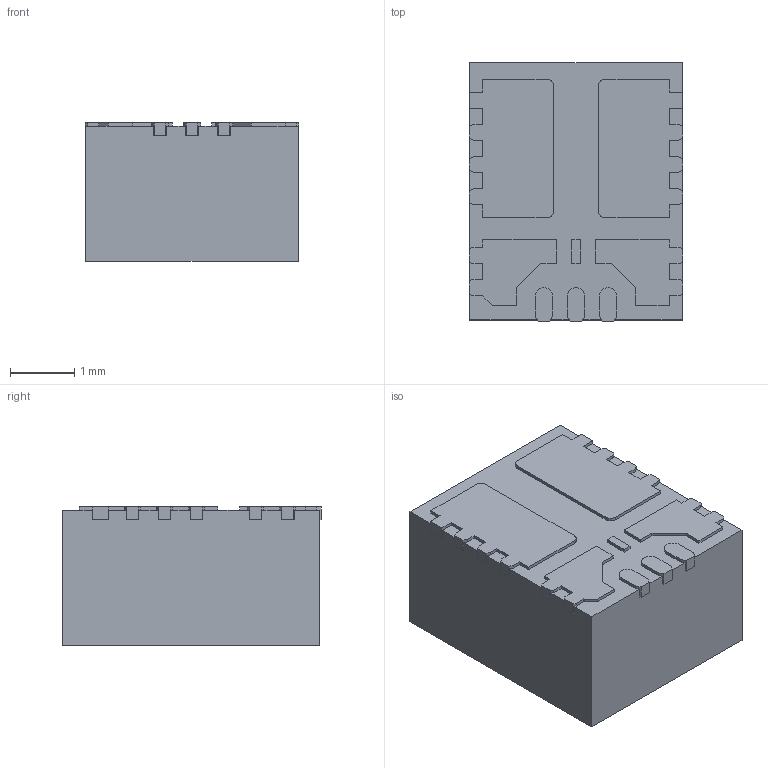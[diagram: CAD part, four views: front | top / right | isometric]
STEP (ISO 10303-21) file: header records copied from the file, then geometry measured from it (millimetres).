
FILE_DESCRIPTION (( 'STEP AP214' ), '1' );
FILE_NAME ('TPSM863252RDXR.STEP', '2024-02-19T15:43:26', ( '' ), ( '' ), 'SwSTEP 2.0', 'SolidWorks 2022', '' );
FILE_SCHEMA (( 'AUTOMOTIVE_DESIGN' ));
Length unit declared in the file: millimetre
Products named in the file (1): TPSM863252RDXR
Bounding box: 3.32 x 4.02 x 2.15 mm (x, y, z)
Volume: 28.1 mm3; surface area: 58.7 mm2
Topology: 1 solids, 1 shells, 159 faces, 468 edges, 312 vertices
Faces by surface type: plane 147, cylinder 12
Entity records: 6890 total; most frequent: CARTESIAN_POINT 940, ORIENTED_EDGE 936, DIRECTION 812, EDGE_CURVE 468, VECTOR 444, LINE 444, VERTEX_POINT 312, AXIS2_PLACEMENT_3D 184
